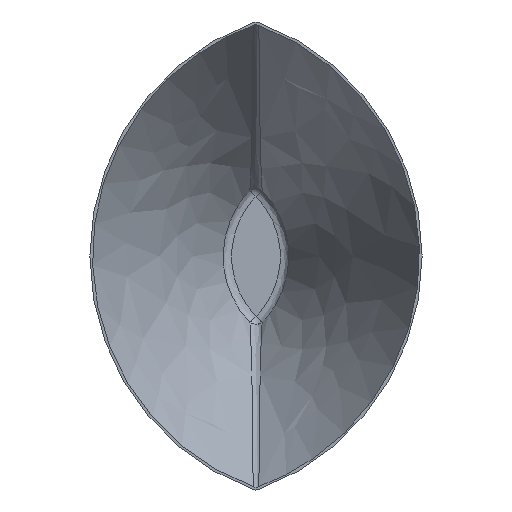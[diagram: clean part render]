
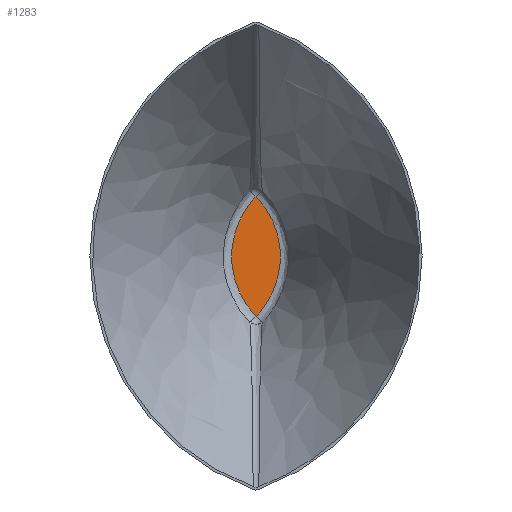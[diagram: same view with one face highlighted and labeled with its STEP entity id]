
A CAD part, top view. The second image highlights one B-rep face of the part: STEP entity #1283.
In plain terms, the highlighted planar face has unit normal (0, 0, 1).
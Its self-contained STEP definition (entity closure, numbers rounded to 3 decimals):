
#383=CARTESIAN_POINT('',(0.,12.767,-59.5));
#384=CARTESIAN_POINT('',(0.553,12.2,-59.5));
#385=CARTESIAN_POINT('',(1.573,11.008,-59.5));
#386=CARTESIAN_POINT('',(2.855,9.053,-59.5));
#387=CARTESIAN_POINT('',(3.882,6.939,-59.5));
#388=CARTESIAN_POINT('',(4.628,4.717,-59.5));
#389=CARTESIAN_POINT('',(5.085,2.413,-59.5));
#390=CARTESIAN_POINT('',(5.245,0.068,-59.5));
#391=CARTESIAN_POINT('',(5.103,-2.276,-59.5));
#392=CARTESIAN_POINT('',(4.663,-4.582,-59.5));
#393=CARTESIAN_POINT('',(3.934,-6.807,-59.5));
#394=CARTESIAN_POINT('',(2.928,-8.927,-59.5));
#395=CARTESIAN_POINT('',(1.62,-10.951,-59.5));
#396=CARTESIAN_POINT('',(0.573,-12.181,-59.5));
#397=CARTESIAN_POINT('',(0.,-12.767,-59.5));
#399=CARTESIAN_POINT('',(0.,-12.767,-59.5));
#400=CARTESIAN_POINT('',(-0.553,-12.2,-59.5));
#401=CARTESIAN_POINT('',(-1.573,-11.009,-59.5));
#402=CARTESIAN_POINT('',(-2.855,-9.053,-59.5));
#403=CARTESIAN_POINT('',(-3.882,-6.939,-59.5));
#404=CARTESIAN_POINT('',(-4.628,-4.717,-59.5));
#405=CARTESIAN_POINT('',(-5.085,-2.414,-59.5));
#406=CARTESIAN_POINT('',(-5.245,-0.068,-59.5));
#407=CARTESIAN_POINT('',(-5.103,2.275,-59.5));
#408=CARTESIAN_POINT('',(-4.664,4.581,-59.5));
#409=CARTESIAN_POINT('',(-3.935,6.807,-59.5));
#410=CARTESIAN_POINT('',(-2.928,8.927,-59.5));
#411=CARTESIAN_POINT('',(-1.62,10.951,-59.5));
#412=CARTESIAN_POINT('',(-0.573,12.181,-59.5));
#413=CARTESIAN_POINT('',(0.,12.767,-59.5));
#552=VERTEX_POINT('',#383);
#553=VERTEX_POINT('',#397);
#1273=CARTESIAN_POINT('',(0.,0.,-59.5));
#1274=DIRECTION('',(0.,0.,1.));
#1275=DIRECTION('',(1.,0.,0.));
#1276=AXIS2_PLACEMENT_3D('',#1273,#1274,#1275);
#1277=PLANE('',#1276);
#1279=ORIENTED_EDGE('',*,*,#1278,.T.);
#1280=ORIENTED_EDGE('',*,*,#1263,.T.);
#1281=EDGE_LOOP('',(#1279,#1280));
#1282=FACE_OUTER_BOUND('',#1281,.F.);
#1283=ADVANCED_FACE('',(#1282),#1277,.T.);
#398=B_SPLINE_CURVE_WITH_KNOTS('',3,(#383,#384,#385,#386,#387,#388,#389,#390,
#391,#392,#393,#394,#395,#396,#397),.UNSPECIFIED.,.F.,.F.,(4,1,1,1,1,1,1,1,1,1,
1,1,4),(0.,0.083,0.167,0.25,0.333,
0.417,0.5,0.583,0.667,0.75,
0.833,0.917,1.),.UNSPECIFIED.);
#414=B_SPLINE_CURVE_WITH_KNOTS('',3,(#399,#400,#401,#402,#403,#404,#405,#406,
#407,#408,#409,#410,#411,#412,#413),.UNSPECIFIED.,.F.,.F.,(4,1,1,1,1,1,1,1,1,1,
1,1,4),(0.,0.083,0.167,0.25,0.333,
0.417,0.5,0.583,0.667,0.75,
0.833,0.917,1.),.UNSPECIFIED.);
#1263=EDGE_CURVE('',#553,#552,#414,.T.);
#1278=EDGE_CURVE('',#552,#553,#398,.T.);
